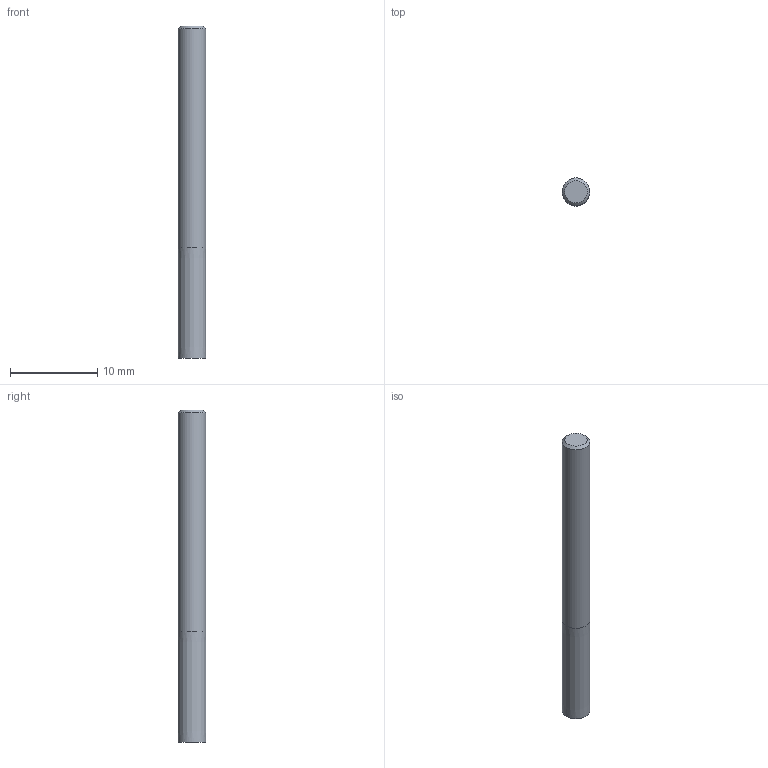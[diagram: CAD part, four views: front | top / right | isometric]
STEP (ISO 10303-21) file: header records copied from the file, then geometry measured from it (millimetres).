
FILE_DESCRIPTION(/* description */ (''),/* implementation_level */ '2;1');
FILE_NAME(/* name */ 'C5141-.125D4S.0Z4_Basic.stp',/* time_stamp */ '2024-06-27T09:55:27+05:00',/* author */ (''),/* organization */ (''),/* preprocessor_version */ 'ST-DEVELOPER v16.7',/* originating_system */ 'SIEMENS PLM Software NX 12.0',/* authorisation */ '');
FILE_SCHEMA (('AUTOMOTIVE_DESIGN { 1 0 10303 214 3 1 1 1 }'));
Length unit declared in the file: millimetre
Products named in the file (1): inpu0E108A96pwsx
Bounding box: 3.17 x 3.17 x 38.1 mm (x, y, z)
Volume: 301.1 mm3; surface area: 409.7 mm2
Topology: 2 solids, 2 shells, 8 faces, 10 edges, 11 vertices
Faces by surface type: plane 5, cone 2, cylinder 1
Full cylindrical faces by diameter (mm): 3.175 x1
Entity records: 252 total; most frequent: CARTESIAN_POINT 41, DIRECTION 36, AXIS2_PLACEMENT_3D 18, EDGE_LOOP 12, ORIENTED_EDGE 12, STYLED_ITEM 10, PRESENTATION_STYLE_ASSIGNMENT 10, ADVANCED_FACE 8
